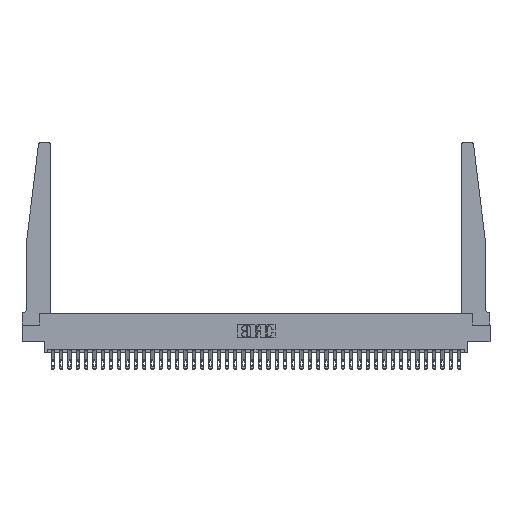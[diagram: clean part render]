
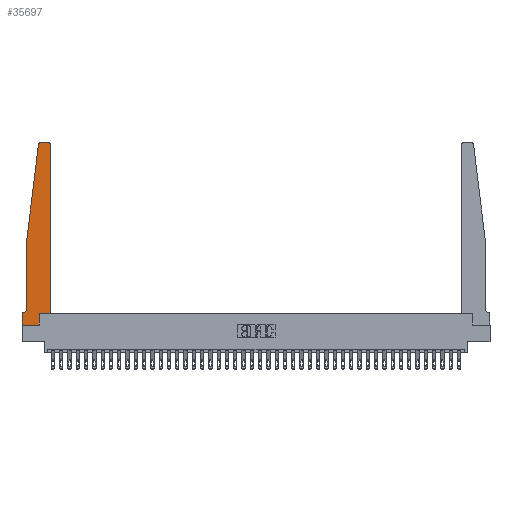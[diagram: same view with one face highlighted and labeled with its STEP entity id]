
A CAD part, top view. The second image highlights one B-rep face of the part: STEP entity #35697.
In plain terms, the highlighted planar face has unit normal (0, 0, 1).
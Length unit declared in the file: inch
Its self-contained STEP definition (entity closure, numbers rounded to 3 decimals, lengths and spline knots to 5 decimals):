
#774 = EDGE_CURVE ( 'NONE', #20595, #1145, #24219, .T. ) ;
#1145 = VERTEX_POINT ( 'NONE', #8357 ) ;
#1337 = CARTESIAN_POINT ( 'NONE',  ( 0.425, 0.18, 0.37 ) ) ;
#1619 = FACE_OUTER_BOUND ( 'NONE', #20927, .T. ) ;
#1672 = VECTOR ( 'NONE', #4178, 39.37008 ) ;
#1833 = CARTESIAN_POINT ( 'NONE',  ( 0., 0., 0.37 ) ) ;
#2581 = VERTEX_POINT ( 'NONE', #9654 ) ;
#3424 = ORIENTED_EDGE ( 'NONE', *, *, #6180, .T. ) ;
#3621 = DIRECTION ( 'NONE',  ( 0., 0., -1. ) ) ;
#3688 = CARTESIAN_POINT ( 'NONE',  ( 0.2605, 0., 0.37 ) ) ;
#3996 = ORIENTED_EDGE ( 'NONE', *, *, #21965, .T. ) ;
#4178 = DIRECTION ( 'NONE',  ( -0.122, -0.992, 0. ) ) ;
#4266 = CARTESIAN_POINT ( 'NONE',  ( 0.015, 0.1875, 0.37 ) ) ;
#4542 = DIRECTION ( 'NONE',  ( -1., 0., 0. ) ) ;
#5488 = ORIENTED_EDGE ( 'NONE', *, *, #25490, .T. ) ;
#5500 = CARTESIAN_POINT ( 'NONE',  ( 0., 0., 0.37 ) ) ;
#5701 = CARTESIAN_POINT ( 'NONE',  ( 0.2605, 0.18, 0.37 ) ) ;
#6007 = ORIENTED_EDGE ( 'NONE', *, *, #31044, .T. ) ;
#6180 = EDGE_CURVE ( 'NONE', #29046, #10480, #35587, .T. ) ;
#6570 = AXIS2_PLACEMENT_3D ( 'NONE', #10103, #21611, #21805 ) ;
#7194 = CARTESIAN_POINT ( 'NONE',  ( 0.25, 2.75, 0.37 ) ) ;
#7376 = DIRECTION ( 'NONE',  ( -1., 0., 0. ) ) ;
#7392 = ORIENTED_EDGE ( 'NONE', *, *, #25322, .T. ) ;
#7634 = CIRCLE ( 'NONE', #30529, 0.03 ) ;
#7916 = ORIENTED_EDGE ( 'NONE', *, *, #774, .T. ) ;
#8233 = CARTESIAN_POINT ( 'NONE',  ( 0.395, 2.75, 0.37 ) ) ;
#8357 = CARTESIAN_POINT ( 'NONE',  ( 0.065, 0.2375, 0.37 ) ) ;
#9258 = VERTEX_POINT ( 'NONE', #20140 ) ;
#9654 = CARTESIAN_POINT ( 'NONE',  ( 0.27653, 2.75, 0.37 ) ) ;
#10103 = CARTESIAN_POINT ( 'NONE',  ( 0., 0.1875, 0.37 ) ) ;
#10480 = VERTEX_POINT ( 'NONE', #5500 ) ;
#10675 = DIRECTION ( 'NONE',  ( 1., 0., 0. ) ) ;
#11100 = EDGE_CURVE ( 'NONE', #18514, #2581, #21502, .T. ) ;
#11662 = CIRCLE ( 'NONE', #28528, 0.05 ) ;
#12489 = VERTEX_POINT ( 'NONE', #19599 ) ;
#12791 = DIRECTION ( 'NONE',  ( 0., -1., 0. ) ) ;
#12928 = DIRECTION ( 'NONE',  ( 0., -1., 0. ) ) ;
#12997 = DIRECTION ( 'NONE',  ( 0., 0., 1. ) ) ;
#13051 = DIRECTION ( 'NONE',  ( 0., 1., 0. ) ) ;
#14809 = DIRECTION ( 'NONE',  ( 0., 0., 1. ) ) ;
#15638 = CARTESIAN_POINT ( 'NONE',  ( 0.065, 1.25, 0.37 ) ) ;
#15811 = CARTESIAN_POINT ( 'NONE',  ( 0., 0., 0.37 ) ) ;
#16110 = VECTOR ( 'NONE', #4542, 39.37008 ) ;
#16150 = VECTOR ( 'NONE', #12791, 39.37008 ) ;
#16469 = ORIENTED_EDGE ( 'NONE', *, *, #11100, .T. ) ;
#16515 = CARTESIAN_POINT ( 'NONE',  ( 0.395, 2.72, 0.37 ) ) ;
#17946 = LINE ( 'NONE', #31371, #32857 ) ;
#18204 = CARTESIAN_POINT ( 'NONE',  ( 0.065, 1.25, 0.37 ) ) ;
#18319 = LINE ( 'NONE', #29805, #1672 ) ;
#18514 = VERTEX_POINT ( 'NONE', #8233 ) ;
#18628 = DIRECTION ( 'NONE',  ( 1., 0., 0. ) ) ;
#19053 = AXIS2_PLACEMENT_3D ( 'NONE', #29580, #12997, #18628 ) ;
#19347 = LINE ( 'NONE', #1833, #25341 ) ;
#19599 = CARTESIAN_POINT ( 'NONE',  ( 0.425, 0.18, 0.37 ) ) ;
#19883 = VECTOR ( 'NONE', #26458, 39.37008 ) ;
#20140 = CARTESIAN_POINT ( 'NONE',  ( 0.24675, 2.72367, 0.37 ) ) ;
#20595 = VERTEX_POINT ( 'NONE', #15638 ) ;
#20746 = CARTESIAN_POINT ( 'NONE',  ( 0.015, 0.2375, 0.37 ) ) ;
#20927 = EDGE_LOOP ( 'NONE', ( #16469, #3996, #32001, #7916, #7392, #31584, #3424, #6007, #22782, #5488, #32568, #24713 ) ) ;
#21129 = DIRECTION ( 'NONE',  ( 1., 0., 0. ) ) ;
#21502 = LINE ( 'NONE', #7194, #28411 ) ;
#21611 = DIRECTION ( 'NONE',  ( 0., 0., 1. ) ) ;
#21639 = EDGE_CURVE ( 'NONE', #9258, #20595, #18319, .T. ) ;
#21805 = DIRECTION ( 'NONE',  ( 1., 0., 0. ) ) ;
#21965 = EDGE_CURVE ( 'NONE', #2581, #9258, #36526, .T. ) ;
#22479 = VERTEX_POINT ( 'NONE', #4266 ) ;
#22660 = EDGE_CURVE ( 'NONE', #34970, #18514, #7634, .T. ) ;
#22782 = ORIENTED_EDGE ( 'NONE', *, *, #37202, .T. ) ;
#24219 = LINE ( 'NONE', #18204, #33031 ) ;
#24301 = VECTOR ( 'NONE', #21129, 39.37008 ) ;
#24712 = LINE ( 'NONE', #1337, #24301 ) ;
#24713 = ORIENTED_EDGE ( 'NONE', *, *, #22660, .T. ) ;
#25322 = EDGE_CURVE ( 'NONE', #1145, #22479, #11662, .T. ) ;
#25341 = VECTOR ( 'NONE', #10675, 39.37008 ) ;
#25490 = EDGE_CURVE ( 'NONE', #29232, #12489, #24712, .T. ) ;
#26458 = DIRECTION ( 'NONE',  ( 0., 1., 0. ) ) ;
#26604 = EDGE_CURVE ( 'NONE', #12489, #34970, #17946, .T. ) ;
#27328 = CARTESIAN_POINT ( 'NONE',  ( 0.2605, 0.18, 0.37 ) ) ;
#27553 = CARTESIAN_POINT ( 'NONE',  ( 0.065, 0.1875, 0.37 ) ) ;
#28411 = VECTOR ( 'NONE', #7376, 39.37008 ) ;
#28528 = AXIS2_PLACEMENT_3D ( 'NONE', #20746, #3621, #32237 ) ;
#29046 = VERTEX_POINT ( 'NONE', #29214 ) ;
#29214 = CARTESIAN_POINT ( 'NONE',  ( 0., 0.1875, 0.37 ) ) ;
#29232 = VERTEX_POINT ( 'NONE', #27328 ) ;
#29580 = CARTESIAN_POINT ( 'NONE',  ( 0.27653, 2.72, 0.37 ) ) ;
#29805 = CARTESIAN_POINT ( 'NONE',  ( 0.065, 1.25, 0.37 ) ) ;
#30161 = VERTEX_POINT ( 'NONE', #3688 ) ;
#30529 = AXIS2_PLACEMENT_3D ( 'NONE', #16515, #14809, #33657 ) ;
#31044 = EDGE_CURVE ( 'NONE', #10480, #30161, #19347, .T. ) ;
#31371 = CARTESIAN_POINT ( 'NONE',  ( 0.425, 0.18, 0.37 ) ) ;
#31520 = LINE ( 'NONE', #5701, #19883 ) ;
#31584 = ORIENTED_EDGE ( 'NONE', *, *, #33342, .T. ) ;
#32001 = ORIENTED_EDGE ( 'NONE', *, *, #21639, .T. ) ;
#32237 = DIRECTION ( 'NONE',  ( -1., 0., 0. ) ) ;
#32568 = ORIENTED_EDGE ( 'NONE', *, *, #26604, .T. ) ;
#32857 = VECTOR ( 'NONE', #13051, 39.37008 ) ;
#33031 = VECTOR ( 'NONE', #12928, 39.37008 ) ;
#33342 = EDGE_CURVE ( 'NONE', #22479, #29046, #33566, .T. ) ;
#33566 = LINE ( 'NONE', #27553, #16110 ) ;
#33657 = DIRECTION ( 'NONE',  ( 1., 0., 0. ) ) ;
#34970 = VERTEX_POINT ( 'NONE', #37144 ) ;
#35587 = LINE ( 'NONE', #15811, #16150 ) ;
#35697 = ADVANCED_FACE ( 'NONE', ( #1619 ), #36317, .T. ) ;
#36317 = PLANE ( 'NONE',  #6570 ) ;
#36526 = CIRCLE ( 'NONE', #19053, 0.03 ) ;
#37144 = CARTESIAN_POINT ( 'NONE',  ( 0.425, 2.72, 0.37 ) ) ;
#37202 = EDGE_CURVE ( 'NONE', #30161, #29232, #31520, .T. ) ;
